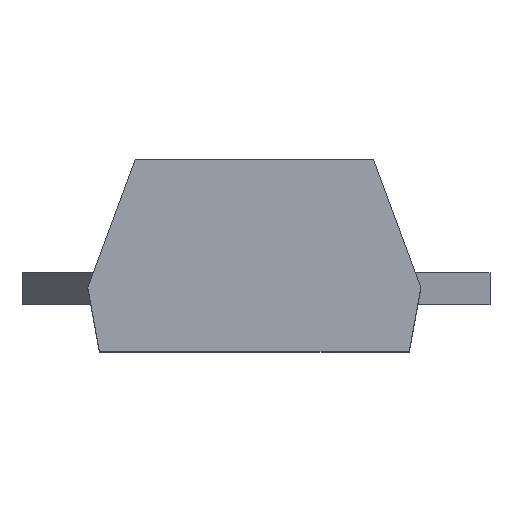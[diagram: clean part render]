
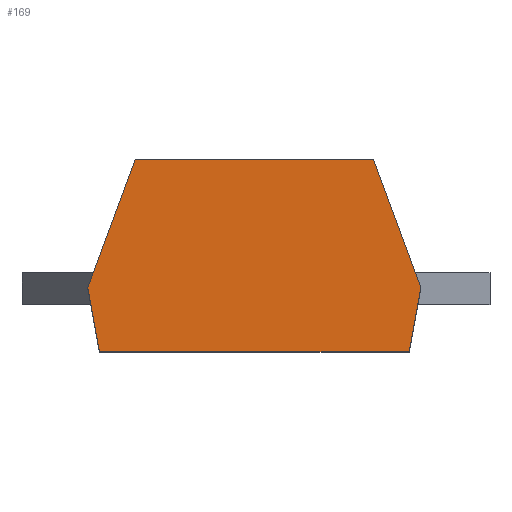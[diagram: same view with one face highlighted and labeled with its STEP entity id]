
A CAD part, top view. The second image highlights one B-rep face of the part: STEP entity #169.
In plain terms, the highlighted planar face has unit normal (0, 0, 1).
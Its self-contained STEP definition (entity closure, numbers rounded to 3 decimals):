
#13=DIRECTION('',(0.,0.,1.));
#24=VERTEX_POINT('',#25);
#25=CARTESIAN_POINT('',(1.11,1.54,6.2));
#28=ORIENTED_EDGE('',*,*,#29,.T.);
#29=EDGE_CURVE('',#24,#30,#32,.T.);
#30=VERTEX_POINT('',#31);
#31=CARTESIAN_POINT('',(3.97,1.54,6.2));
#32=LINE('',#25,#33);
#33=VECTOR('',#34,1.);
#34=DIRECTION('',(1.,0.,0.));
#53=VERTEX_POINT('',#54);
#54=CARTESIAN_POINT('',(0.54,0.,6.2));
#56=ORIENTED_EDGE('',*,*,#57,.T.);
#57=EDGE_CURVE('',#53,#24,#58,.T.);
#58=LINE('',#54,#59);
#59=VECTOR('',#60,1.);
#60=DIRECTION('',(0.347,0.938,0.));
#72=ORIENTED_EDGE('',*,*,#73,.T.);
#73=EDGE_CURVE('',#30,#74,#76,.T.);
#74=VERTEX_POINT('',#75);
#75=CARTESIAN_POINT('',(4.54,0.,6.2));
#76=LINE('',#31,#77);
#77=VECTOR('',#78,1.);
#78=DIRECTION('',(0.347,-0.938,0.));
#98=VECTOR('',#99,1.);
#99=DIRECTION('',(-0.179,0.984,0.));
#105=VECTOR('',#106,1.);
#106=DIRECTION('',(-1.,0.,0.));
#110=VECTOR('',#111,1.);
#111=DIRECTION('',(-0.179,-0.984,0.));
#169=ADVANCED_FACE('',(#170),#185,.T.);
#170=FACE_BOUND('',#171,.F.);
#171=EDGE_LOOP('',(#28,#72,#172,#177,#182,#56));
#172=ORIENTED_EDGE('',*,*,#173,.T.);
#173=EDGE_CURVE('',#74,#174,#176,.T.);
#174=VERTEX_POINT('',#175);
#175=CARTESIAN_POINT('',(4.4,-0.77,6.2));
#176=LINE('',#75,#110);
#177=ORIENTED_EDGE('',*,*,#178,.T.);
#178=EDGE_CURVE('',#174,#179,#181,.T.);
#179=VERTEX_POINT('',#180);
#180=CARTESIAN_POINT('',(0.68,-0.77,6.2));
#181=LINE('',#175,#105);
#182=ORIENTED_EDGE('',*,*,#183,.T.);
#183=EDGE_CURVE('',#179,#53,#184,.T.);
#184=LINE('',#180,#98);
#185=PLANE('',#186);
#186=AXIS2_PLACEMENT_3D('',#25,#13,#34);
